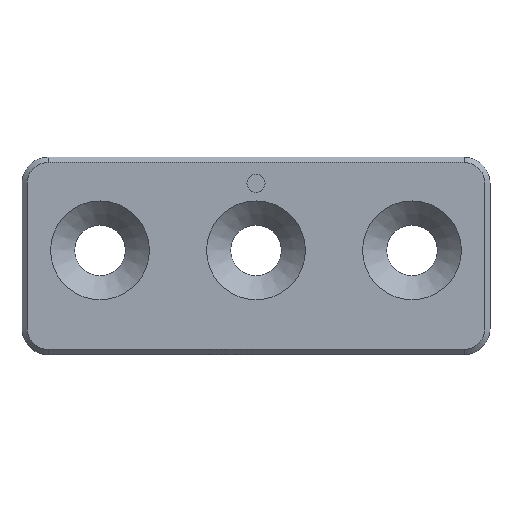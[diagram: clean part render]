
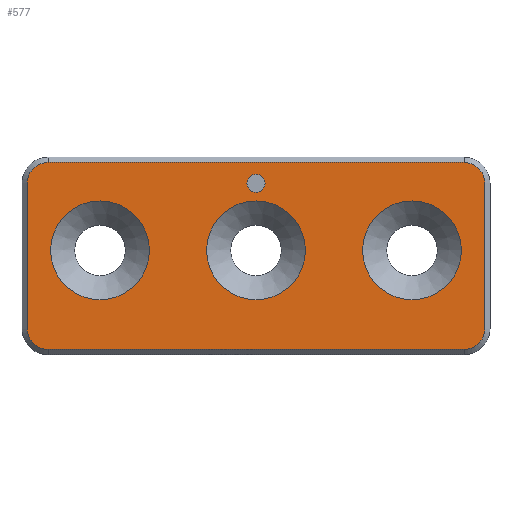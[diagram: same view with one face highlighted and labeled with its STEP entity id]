
A CAD part, top view. The second image highlights one B-rep face of the part: STEP entity #577.
In plain terms, the highlighted planar face has unit normal (0, 0, 1).
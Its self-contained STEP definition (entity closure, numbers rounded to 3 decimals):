
#18=FACE_BOUND('',#113,.T.);
#19=FACE_BOUND('',#114,.T.);
#20=FACE_BOUND('',#115,.T.);
#21=FACE_BOUND('',#116,.T.);
#44=PLANE('',#653);
#72=FACE_OUTER_BOUND('',#112,.T.);
#112=EDGE_LOOP('',(#476,#477,#478,#479,#480,#481,#482,#483));
#113=EDGE_LOOP('',(#484));
#114=EDGE_LOOP('',(#485));
#115=EDGE_LOOP('',(#486));
#116=EDGE_LOOP('',(#487));
#144=LINE('',#920,#194);
#149=LINE('',#934,#199);
#153=LINE('',#946,#203);
#157=LINE('',#958,#207);
#194=VECTOR('',#738,10.);
#199=VECTOR('',#751,10.);
#203=VECTOR('',#763,10.);
#207=VECTOR('',#775,10.);
#232=CIRCLE('',#608,0.7);
#248=CIRCLE('',#634,1.6);
#250=CIRCLE('',#638,1.6);
#252=CIRCLE('',#642,1.6);
#254=CIRCLE('',#646,1.6);
#257=CIRCLE('',#654,3.8);
#258=CIRCLE('',#655,3.8);
#259=CIRCLE('',#656,3.8);
#262=VERTEX_POINT('',#862);
#282=VERTEX_POINT('',#917);
#283=VERTEX_POINT('',#919);
#286=VERTEX_POINT('',#927);
#288=VERTEX_POINT('',#932);
#290=VERTEX_POINT('',#939);
#292=VERTEX_POINT('',#944);
#294=VERTEX_POINT('',#951);
#296=VERTEX_POINT('',#956);
#302=VERTEX_POINT('',#982);
#303=VERTEX_POINT('',#984);
#304=VERTEX_POINT('',#986);
#308=EDGE_CURVE('',#262,#262,#232,.T.);
#335=EDGE_CURVE('',#282,#283,#144,.T.);
#340=EDGE_CURVE('',#286,#282,#248,.T.);
#342=EDGE_CURVE('',#288,#286,#149,.T.);
#346=EDGE_CURVE('',#290,#288,#250,.T.);
#348=EDGE_CURVE('',#292,#290,#153,.T.);
#352=EDGE_CURVE('',#294,#292,#252,.T.);
#354=EDGE_CURVE('',#296,#294,#157,.T.);
#357=EDGE_CURVE('',#283,#296,#254,.T.);
#367=EDGE_CURVE('',#302,#302,#257,.T.);
#368=EDGE_CURVE('',#303,#303,#258,.T.);
#369=EDGE_CURVE('',#304,#304,#259,.T.);
#476=ORIENTED_EDGE('',*,*,#335,.F.);
#477=ORIENTED_EDGE('',*,*,#340,.F.);
#478=ORIENTED_EDGE('',*,*,#342,.F.);
#479=ORIENTED_EDGE('',*,*,#346,.F.);
#480=ORIENTED_EDGE('',*,*,#348,.F.);
#481=ORIENTED_EDGE('',*,*,#352,.F.);
#482=ORIENTED_EDGE('',*,*,#354,.F.);
#483=ORIENTED_EDGE('',*,*,#357,.F.);
#484=ORIENTED_EDGE('',*,*,#308,.T.);
#485=ORIENTED_EDGE('',*,*,#367,.F.);
#486=ORIENTED_EDGE('',*,*,#368,.F.);
#487=ORIENTED_EDGE('',*,*,#369,.F.);
#577=ADVANCED_FACE('',(#72,#18,#19,#20,#21),#44,.F.);
#608=AXIS2_PLACEMENT_3D('',#863,#678,#679);
#634=AXIS2_PLACEMENT_3D('',#929,#746,#747);
#638=AXIS2_PLACEMENT_3D('',#941,#758,#759);
#642=AXIS2_PLACEMENT_3D('',#953,#770,#771);
#646=AXIS2_PLACEMENT_3D('',#962,#781,#782);
#653=AXIS2_PLACEMENT_3D('',#981,#802,#803);
#654=AXIS2_PLACEMENT_3D('',#983,#804,#805);
#655=AXIS2_PLACEMENT_3D('',#985,#806,#807);
#656=AXIS2_PLACEMENT_3D('',#987,#808,#809);
#678=DIRECTION('center_axis',(0.,0.,-1.));
#679=DIRECTION('ref_axis',(-1.,0.,0.));
#738=DIRECTION('',(1.,0.,0.));
#746=DIRECTION('center_axis',(0.,0.,-1.));
#747=DIRECTION('ref_axis',(-0.707,0.707,0.));
#751=DIRECTION('',(0.,1.,0.));
#758=DIRECTION('center_axis',(0.,0.,-1.));
#759=DIRECTION('ref_axis',(-0.707,-0.707,0.));
#763=DIRECTION('',(-1.,0.,0.));
#770=DIRECTION('center_axis',(0.,0.,-1.));
#771=DIRECTION('ref_axis',(0.707,-0.707,0.));
#775=DIRECTION('',(0.,-1.,0.));
#781=DIRECTION('center_axis',(0.,0.,-1.));
#782=DIRECTION('ref_axis',(0.707,0.707,0.));
#802=DIRECTION('center_axis',(0.,0.,-1.));
#803=DIRECTION('ref_axis',(-1.,0.,0.));
#804=DIRECTION('center_axis',(0.,0.,1.));
#805=DIRECTION('ref_axis',(-1.,0.,0.));
#806=DIRECTION('center_axis',(0.,0.,1.));
#807=DIRECTION('ref_axis',(-1.,0.,0.));
#808=DIRECTION('center_axis',(0.,0.,1.));
#809=DIRECTION('ref_axis',(-1.,0.,0.));
#862=CARTESIAN_POINT('',(402.65,-431.57,5.129));
#863=CARTESIAN_POINT('Origin',(401.95,-431.57,5.129));
#917=CARTESIAN_POINT('',(385.95,-429.97,5.129));
#919=CARTESIAN_POINT('',(417.95,-429.97,5.129));
#920=CARTESIAN_POINT('',(400.,-429.97,5.129));
#927=CARTESIAN_POINT('',(384.35,-431.57,5.129));
#929=CARTESIAN_POINT('Origin',(385.95,-431.57,5.129));
#932=CARTESIAN_POINT('',(384.35,-442.756,5.129));
#934=CARTESIAN_POINT('',(384.35,-433.367,5.129));
#939=CARTESIAN_POINT('',(385.95,-444.356,5.129));
#941=CARTESIAN_POINT('Origin',(385.95,-442.756,5.129));
#944=CARTESIAN_POINT('',(417.95,-444.356,5.129));
#946=CARTESIAN_POINT('',(385.,-444.356,5.129));
#951=CARTESIAN_POINT('',(419.55,-442.756,5.129));
#953=CARTESIAN_POINT('Origin',(417.95,-442.756,5.129));
#956=CARTESIAN_POINT('',(419.55,-431.57,5.129));
#958=CARTESIAN_POINT('',(419.55,-440.96,5.129));
#962=CARTESIAN_POINT('Origin',(417.95,-431.57,5.129));
#981=CARTESIAN_POINT('Origin',(400.,-437.163,5.129));
#982=CARTESIAN_POINT('',(417.75,-436.731,5.129));
#983=CARTESIAN_POINT('Origin',(413.95,-436.731,5.129));
#984=CARTESIAN_POINT('',(393.75,-436.731,5.129));
#985=CARTESIAN_POINT('Origin',(389.95,-436.731,5.129));
#986=CARTESIAN_POINT('',(405.75,-436.731,5.129));
#987=CARTESIAN_POINT('Origin',(401.95,-436.731,5.129));
